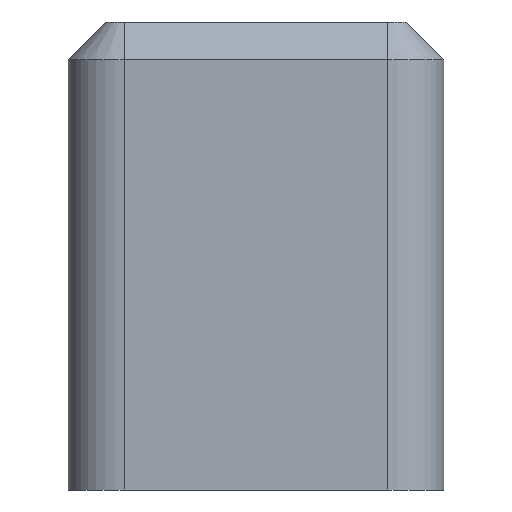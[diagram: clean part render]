
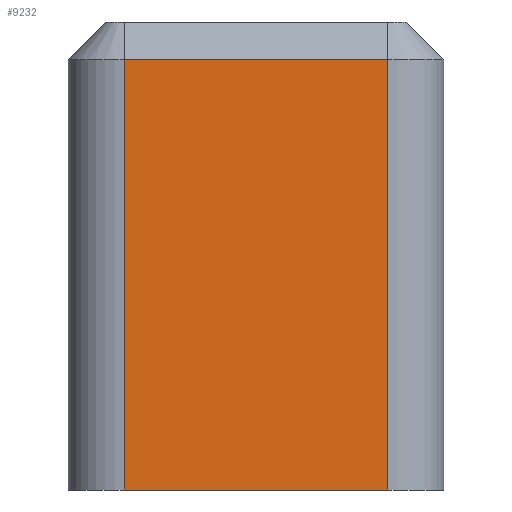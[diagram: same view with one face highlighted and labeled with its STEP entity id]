
A CAD part, left-side view. The second image highlights one B-rep face of the part: STEP entity #9232.
In plain terms, the highlighted planar face has unit normal (-1, 0, 0).
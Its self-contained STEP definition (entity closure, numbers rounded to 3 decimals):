
#67 = CARTESIAN_POINT ( 'NONE',  ( -28.5, 21.93, -58.807 ) ) ;
#284 = LINE ( 'NONE', #4418, #6864 ) ;
#2055 = VECTOR ( 'NONE', #9857, 1000. ) ;
#2368 = FACE_OUTER_BOUND ( 'NONE', #3675, .T. ) ;
#2909 = AXIS2_PLACEMENT_3D ( 'NONE', #67, #4199, #11388 ) ;
#3007 = ORIENTED_EDGE ( 'NONE', *, *, #9374, .F. ) ;
#3312 = LINE ( 'NONE', #7257, #8985 ) ;
#3675 = EDGE_LOOP ( 'NONE', ( #8038, #6833, #11299, #3007 ) ) ;
#3796 = VERTEX_POINT ( 'NONE', #7931 ) ;
#4199 = DIRECTION ( 'NONE',  ( -1., 0., 0. ) ) ;
#4418 = CARTESIAN_POINT ( 'NONE',  ( -28.5, 21.93, 24.5 ) ) ;
#5301 = DIRECTION ( 'NONE',  ( 0., 1., 0. ) ) ;
#6268 = EDGE_CURVE ( 'NONE', #3796, #11652, #11081, .T. ) ;
#6833 = ORIENTED_EDGE ( 'NONE', *, *, #12392, .T. ) ;
#6864 = VECTOR ( 'NONE', #5301, 1000. ) ;
#7257 = CARTESIAN_POINT ( 'NONE',  ( -28.5, 21.93, 1.6 ) ) ;
#7448 = CARTESIAN_POINT ( 'NONE',  ( -28.5, 21.93, -58.807 ) ) ;
#7931 = CARTESIAN_POINT ( 'NONE',  ( -28.5, 7.93, 1.6 ) ) ;
#8038 = ORIENTED_EDGE ( 'NONE', *, *, #6268, .T. ) ;
#8985 = VECTOR ( 'NONE', #10632, 1000. ) ;
#9139 = CARTESIAN_POINT ( 'NONE',  ( -28.5, 21.93, 24.5 ) ) ;
#9232 = ADVANCED_FACE ( 'NONE', ( #2368 ), #9484, .T. ) ;
#9374 = EDGE_CURVE ( 'NONE', #3796, #9473, #3312, .T. ) ;
#9407 = EDGE_CURVE ( 'NONE', #9473, #11043, #11447, .T. ) ;
#9418 = DIRECTION ( 'NONE',  ( 0., 0., 1. ) ) ;
#9473 = VERTEX_POINT ( 'NONE', #9686 ) ;
#9484 = PLANE ( 'NONE',  #2909 ) ;
#9686 = CARTESIAN_POINT ( 'NONE',  ( -28.5, 21.93, 1.6 ) ) ;
#9857 = DIRECTION ( 'NONE',  ( 0., 0., 1. ) ) ;
#10632 = DIRECTION ( 'NONE',  ( 0., 1., 0. ) ) ;
#11043 = VERTEX_POINT ( 'NONE', #9139 ) ;
#11081 = LINE ( 'NONE', #12972, #2055 ) ;
#11299 = ORIENTED_EDGE ( 'NONE', *, *, #9407, .F. ) ;
#11388 = DIRECTION ( 'NONE',  ( 0., -1., 0. ) ) ;
#11447 = LINE ( 'NONE', #7448, #12882 ) ;
#11652 = VERTEX_POINT ( 'NONE', #12030 ) ;
#12030 = CARTESIAN_POINT ( 'NONE',  ( -28.5, 7.93, 24.5 ) ) ;
#12392 = EDGE_CURVE ( 'NONE', #11652, #11043, #284, .T. ) ;
#12882 = VECTOR ( 'NONE', #9418, 1000. ) ;
#12972 = CARTESIAN_POINT ( 'NONE',  ( -28.5, 7.93, -58.807 ) ) ;
